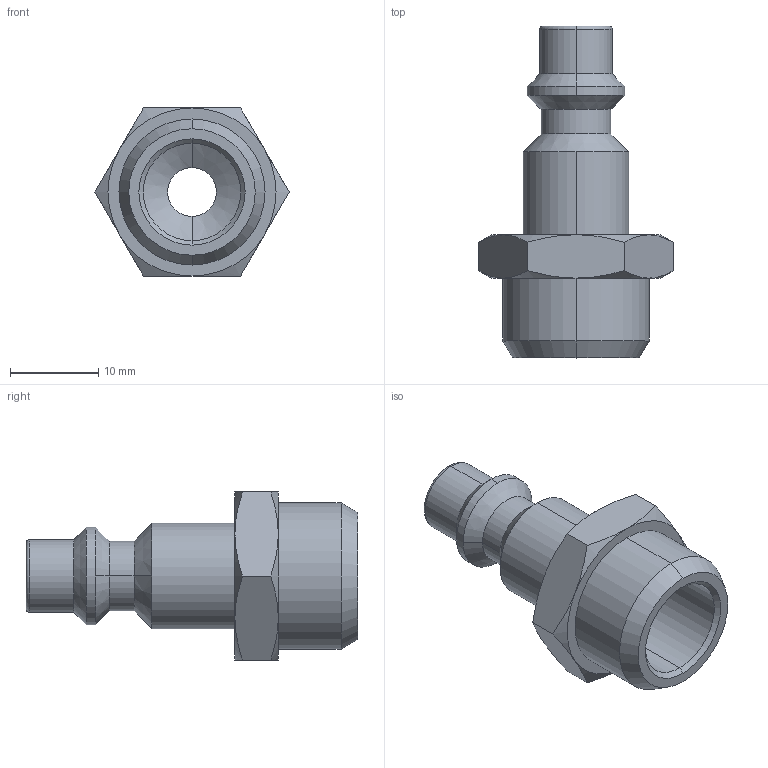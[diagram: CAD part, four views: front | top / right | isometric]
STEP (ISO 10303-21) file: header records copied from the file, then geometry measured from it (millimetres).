
FILE_DESCRIPTION (( 'STEP AP214' ), '1' );
FILE_NAME ('0022100010400A.STEP', '2012-11-19T17:18:24', ( '' ), ( '' ), 'SwSTEP 2.0', 'SolidWorks 2012', '' );
FILE_SCHEMA (( 'AUTOMOTIVE_DESIGN' ));
Length unit declared in the file: millimetre
Products named in the file (1): 0022100010400A
Bounding box: 21.94 x 37.5 x 19 mm (x, y, z)
Volume: 3594.4 mm3; surface area: 2849.9 mm2
Topology: 1 solids, 1 shells, 51 faces, 110 edges, 63 vertices
Faces by surface type: cone 25, cylinder 14, plane 10, torus 2
Entity records: 1479 total; most frequent: CARTESIAN_POINT 345, DIRECTION 243, ORIENTED_EDGE 220, EDGE_CURVE 110, AXIS2_PLACEMENT_3D 105, VERTEX_POINT 63, EDGE_LOOP 55, CIRCLE 53
